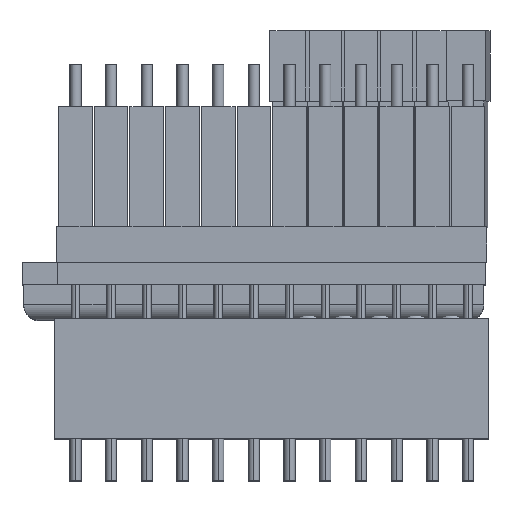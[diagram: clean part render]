
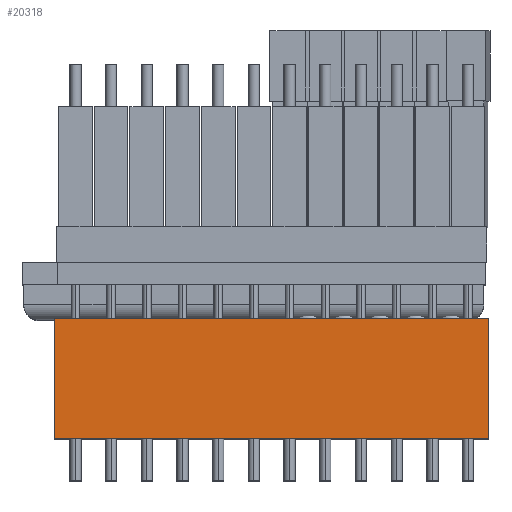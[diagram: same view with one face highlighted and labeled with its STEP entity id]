
A CAD part, top view. The second image highlights one B-rep face of the part: STEP entity #20318.
In plain terms, the highlighted planar face has unit normal (0, 0, 1).
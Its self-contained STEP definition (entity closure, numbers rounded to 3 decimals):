
#6 = VECTOR ( 'NONE', #13058, 1000. ) ;
#995 = VECTOR ( 'NONE', #6632, 1000. ) ;
#1160 = DIRECTION ( 'NONE',  ( -1., 0., 0. ) ) ;
#1303 = DIRECTION ( 'NONE',  ( 1., 0., 0. ) ) ;
#1328 = PLANE ( 'NONE',  #13911 ) ;
#1677 = EDGE_CURVE ( 'NONE', #20259, #17207, #1925, .T. ) ;
#1925 = LINE ( 'NONE', #15845, #22160 ) ;
#3838 = ORIENTED_EDGE ( 'NONE', *, *, #16978, .T. ) ;
#3961 = ORIENTED_EDGE ( 'NONE', *, *, #21626, .F. ) ;
#5654 = CARTESIAN_POINT ( 'NONE',  ( 15.45, 8.54, 1.2 ) ) ;
#5679 = VERTEX_POINT ( 'NONE', #15242 ) ;
#5802 = LINE ( 'NONE', #16704, #6 ) ;
#5902 = LINE ( 'NONE', #17893, #995 ) ;
#6632 = DIRECTION ( 'NONE',  ( 0., -1., 0. ) ) ;
#7235 = EDGE_LOOP ( 'NONE', ( #15616, #3961, #17286, #3838 ) ) ;
#7571 = EDGE_CURVE ( 'NONE', #20411, #5679, #18574, .T. ) ;
#12030 = DIRECTION ( 'NONE',  ( 1., 0., 0. ) ) ;
#13058 = DIRECTION ( 'NONE',  ( 0., -1., 0. ) ) ;
#13911 = AXIS2_PLACEMENT_3D ( 'NONE', #15887, #16047, #1160 ) ;
#15146 = VECTOR ( 'NONE', #1303, 1000. ) ;
#15242 = CARTESIAN_POINT ( 'NONE',  ( 15.45, 0., 1.2 ) ) ;
#15616 = ORIENTED_EDGE ( 'NONE', *, *, #7571, .T. ) ;
#15845 = CARTESIAN_POINT ( 'NONE',  ( 15.45, 8.54, 1.2 ) ) ;
#15887 = CARTESIAN_POINT ( 'NONE',  ( 15.45, 8.54, 1.2 ) ) ;
#16047 = DIRECTION ( 'NONE',  ( 0., 0., -1. ) ) ;
#16358 = CARTESIAN_POINT ( 'NONE',  ( -15.45, 8.54, 1.2 ) ) ;
#16704 = CARTESIAN_POINT ( 'NONE',  ( 15.45, 8.54, 1.2 ) ) ;
#16978 = EDGE_CURVE ( 'NONE', #20259, #20411, #5902, .T. ) ;
#17207 = VERTEX_POINT ( 'NONE', #5654 ) ;
#17286 = ORIENTED_EDGE ( 'NONE', *, *, #1677, .F. ) ;
#17893 = CARTESIAN_POINT ( 'NONE',  ( -15.45, 8.54, 1.2 ) ) ;
#18574 = LINE ( 'NONE', #19614, #15146 ) ;
#19614 = CARTESIAN_POINT ( 'NONE',  ( 15.45, 0., 1.2 ) ) ;
#20259 = VERTEX_POINT ( 'NONE', #16358 ) ;
#20318 = ADVANCED_FACE ( 'NONE', ( #23764 ), #1328, .F. ) ;
#20411 = VERTEX_POINT ( 'NONE', #21828 ) ;
#21626 = EDGE_CURVE ( 'NONE', #17207, #5679, #5802, .T. ) ;
#21828 = CARTESIAN_POINT ( 'NONE',  ( -15.45, 0., 1.2 ) ) ;
#22160 = VECTOR ( 'NONE', #12030, 1000. ) ;
#23764 = FACE_OUTER_BOUND ( 'NONE', #7235, .T. ) ;
